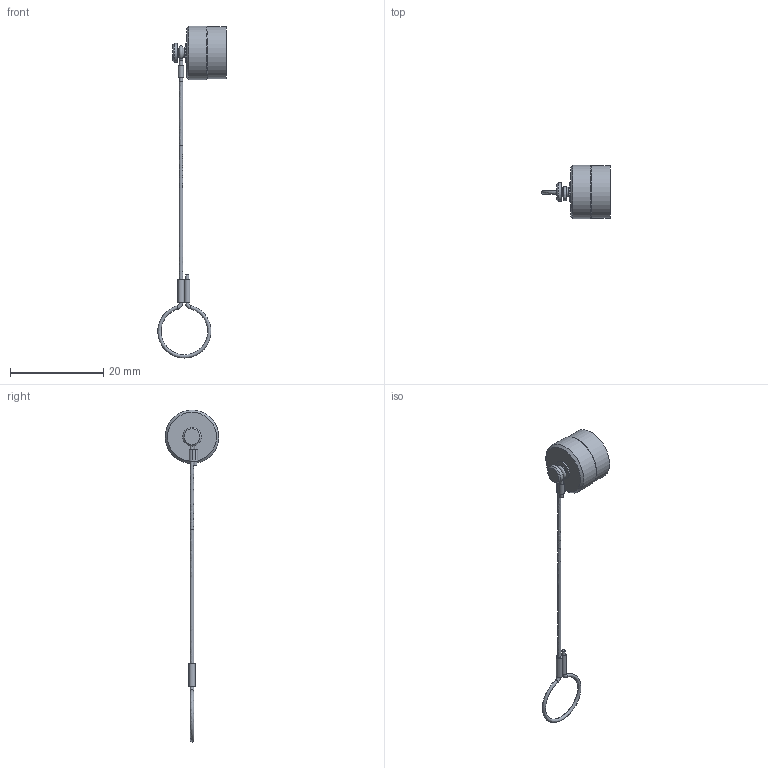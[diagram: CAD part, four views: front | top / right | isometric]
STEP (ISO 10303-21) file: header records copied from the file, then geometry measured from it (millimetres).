
FILE_DESCRIPTION(/* description */ (''),/* implementation_level */ '2;1');
FILE_NAME(/* name */ '08_0349_000_001_001_01.stp',/* time_stamp */ '2015-03-25T14:12:26+01:00',/* author */ (''),/* organization */ (''),/* preprocessor_version */ 'ST-DEVELOPER v14',/* originating_system */ 'SIEMENS PLM Software NX 8.0',/* authorisation */ '');
FILE_SCHEMA (('AUTOMOTIVE_DESIGN { 1 0 10303 214 3 1 1 1 }'));
Length unit declared in the file: millimetre
Products named in the file (1): cerl035CAB77rb14
Bounding box: 14.68 x 11.5 x 71.26 mm (x, y, z)
Volume: 594.7 mm3; surface area: 934.3 mm2
Topology: 1 solids, 1 shells, 46 faces, 113 edges, 74 vertices
Faces by surface type: plane 19, bspline 11, cylinder 10, cone 4, torus 2
Full cylindrical faces by diameter (mm): 2 x1, 4 x2, 8.459 x1, 11.2 x1, 11.5 x1
Entity records: 5524 total; most frequent: CARTESIAN_POINT 4658, DIRECTION 157, ORIENTED_EDGE 146, EDGE_LOOP 82, EDGE_CURVE 73, FACE_BOUND 67, AXIS2_PLACEMENT_3D 67, VERTEX_POINT 59
